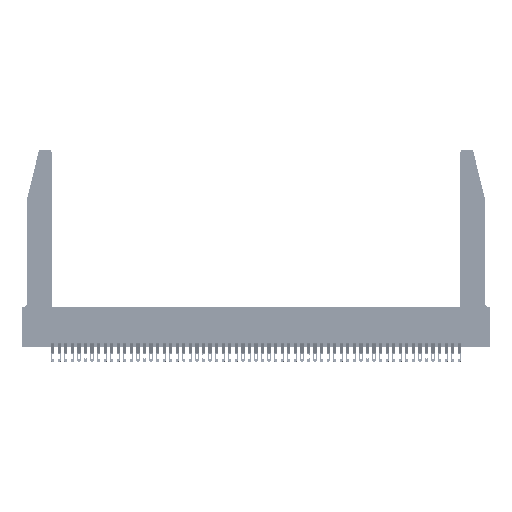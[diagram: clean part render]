
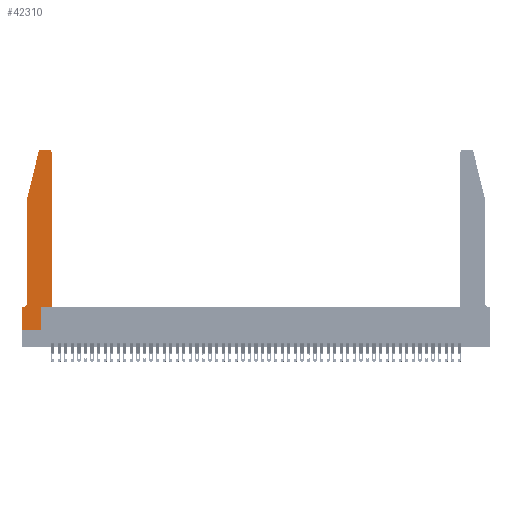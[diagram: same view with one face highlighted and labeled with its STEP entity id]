
A CAD part, top view. The second image highlights one B-rep face of the part: STEP entity #42310.
In plain terms, the highlighted planar face has unit normal (0, 0, 1).
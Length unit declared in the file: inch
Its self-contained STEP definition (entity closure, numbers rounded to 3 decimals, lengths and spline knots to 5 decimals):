
#867 = DIRECTION ( 'NONE',  ( 1., 0., 0. ) ) ;
#1269 = CARTESIAN_POINT ( 'NONE',  ( 0.2865, 0.35, 0.37 ) ) ;
#1908 = DIRECTION ( 'NONE',  ( 0., -1., 0. ) ) ;
#2122 = CARTESIAN_POINT ( 'NONE',  ( 0.4505, 0.35, 0.37 ) ) ;
#2352 = DIRECTION ( 'NONE',  ( 0., -1., 0. ) ) ;
#2736 = CARTESIAN_POINT ( 'NONE',  ( 0.25487, 2.72718, 0.37 ) ) ;
#3497 = LINE ( 'NONE', #2122, #44669 ) ;
#4112 = VERTEX_POINT ( 'NONE', #28513 ) ;
#4357 = ORIENTED_EDGE ( 'NONE', *, *, #37253, .T. ) ;
#4813 = VERTEX_POINT ( 'NONE', #48667 ) ;
#5307 = CARTESIAN_POINT ( 'NONE',  ( 0.0755, 2., 0.37 ) ) ;
#5984 = CARTESIAN_POINT ( 'NONE',  ( 0., 0., 0.37 ) ) ;
#6738 = LINE ( 'NONE', #43482, #14955 ) ;
#6802 = LINE ( 'NONE', #37856, #26875 ) ;
#6972 = ORIENTED_EDGE ( 'NONE', *, *, #40173, .T. ) ;
#7762 = CARTESIAN_POINT ( 'NONE',  ( 0.0755, 0.35, 0.37 ) ) ;
#7816 = CIRCLE ( 'NONE', #23829, 0.03 ) ;
#8411 = VERTEX_POINT ( 'NONE', #13852 ) ;
#10167 = DIRECTION ( 'NONE',  ( 0., 0., -1. ) ) ;
#10282 = DIRECTION ( 'NONE',  ( 0., 1., 0. ) ) ;
#10288 = VERTEX_POINT ( 'NONE', #39460 ) ;
#10704 = ORIENTED_EDGE ( 'NONE', *, *, #34813, .T. ) ;
#11115 = CARTESIAN_POINT ( 'NONE',  ( 0., 0., 0.37 ) ) ;
#11195 = FACE_OUTER_BOUND ( 'NONE', #33058, .T. ) ;
#12301 = VECTOR ( 'NONE', #1908, 39.37008 ) ;
#13852 = CARTESIAN_POINT ( 'NONE',  ( 0.0755, 2., 0.37 ) ) ;
#14378 = CARTESIAN_POINT ( 'NONE',  ( 0.0755, 2., 0.37 ) ) ;
#14923 = VERTEX_POINT ( 'NONE', #2736 ) ;
#14955 = VECTOR ( 'NONE', #31728, 39.37008 ) ;
#15758 = AXIS2_PLACEMENT_3D ( 'NONE', #34066, #10167, #38037 ) ;
#15860 = ORIENTED_EDGE ( 'NONE', *, *, #44384, .T. ) ;
#16117 = EDGE_CURVE ( 'NONE', #25022, #34538, #7816, .T. ) ;
#16894 = ORIENTED_EDGE ( 'NONE', *, *, #41453, .T. ) ;
#17972 = LINE ( 'NONE', #14378, #27314 ) ;
#18364 = ORIENTED_EDGE ( 'NONE', *, *, #20169, .T. ) ;
#18954 = CARTESIAN_POINT ( 'NONE',  ( 0.4205, 2.75, 0.37 ) ) ;
#19041 = VECTOR ( 'NONE', #42944, 39.37008 ) ;
#19798 = AXIS2_PLACEMENT_3D ( 'NONE', #45934, #22219, #49895 ) ;
#19972 = DIRECTION ( 'NONE',  ( 0., 0., 1. ) ) ;
#20169 = EDGE_CURVE ( 'NONE', #47061, #44026, #6802, .T. ) ;
#20447 = VERTEX_POINT ( 'NONE', #47319 ) ;
#20468 = LINE ( 'NONE', #5984, #12301 ) ;
#21901 = DIRECTION ( 'NONE',  ( 1., 0., 0. ) ) ;
#21960 = ORIENTED_EDGE ( 'NONE', *, *, #29262, .T. ) ;
#22219 = DIRECTION ( 'NONE',  ( 0., 0., 1. ) ) ;
#22492 = VERTEX_POINT ( 'NONE', #43712 ) ;
#23829 = AXIS2_PLACEMENT_3D ( 'NONE', #43728, #19972, #47692 ) ;
#24662 = ORIENTED_EDGE ( 'NONE', *, *, #49777, .T. ) ;
#24997 = DIRECTION ( 'NONE',  ( 0., 0., 1. ) ) ;
#25022 = VERTEX_POINT ( 'NONE', #33557 ) ;
#25210 = VECTOR ( 'NONE', #33303, 39.37008 ) ;
#26032 = PLANE ( 'NONE',  #19798 ) ;
#26875 = VECTOR ( 'NONE', #21901, 39.37008 ) ;
#27314 = VECTOR ( 'NONE', #2352, 39.37008 ) ;
#28513 = CARTESIAN_POINT ( 'NONE',  ( 0.2865, 0., 0.37 ) ) ;
#29262 = EDGE_CURVE ( 'NONE', #38775, #10288, #47943, .T. ) ;
#29663 = ORIENTED_EDGE ( 'NONE', *, *, #30209, .T. ) ;
#30209 = EDGE_CURVE ( 'NONE', #34538, #22492, #6738, .T. ) ;
#30842 = EDGE_CURVE ( 'NONE', #44026, #25022, #3497, .T. ) ;
#31062 = CARTESIAN_POINT ( 'NONE',  ( 0.0755, 0.42, 0.37 ) ) ;
#31728 = DIRECTION ( 'NONE',  ( -1., 0., 0. ) ) ;
#33058 = EDGE_LOOP ( 'NONE', ( #29663, #10704, #6972, #15860, #21960, #34479, #4357, #24662, #16894, #18364, #36320, #40377 ) ) ;
#33303 = DIRECTION ( 'NONE',  ( -0.239, -0.971, 0. ) ) ;
#33557 = CARTESIAN_POINT ( 'NONE',  ( 0.4505, 2.72, 0.37 ) ) ;
#34006 = EDGE_CURVE ( 'NONE', #10288, #20447, #40718, .T. ) ;
#34066 = CARTESIAN_POINT ( 'NONE',  ( 0.0055, 0.42, 0.37 ) ) ;
#34479 = ORIENTED_EDGE ( 'NONE', *, *, #34006, .T. ) ;
#34538 = VERTEX_POINT ( 'NONE', #18954 ) ;
#34559 = LINE ( 'NONE', #5307, #25210 ) ;
#34813 = EDGE_CURVE ( 'NONE', #22492, #14923, #35078, .T. ) ;
#35078 = CIRCLE ( 'NONE', #41530, 0.03 ) ;
#36320 = ORIENTED_EDGE ( 'NONE', *, *, #30842, .T. ) ;
#36413 = LINE ( 'NONE', #11115, #19041 ) ;
#37253 = EDGE_CURVE ( 'NONE', #20447, #4813, #20468, .T. ) ;
#37856 = CARTESIAN_POINT ( 'NONE',  ( 0.4505, 0.35, 0.37 ) ) ;
#38037 = DIRECTION ( 'NONE',  ( -1., 0., 0. ) ) ;
#38775 = VERTEX_POINT ( 'NONE', #31062 ) ;
#39460 = CARTESIAN_POINT ( 'NONE',  ( 0.0055, 0.35, 0.37 ) ) ;
#39508 = DIRECTION ( 'NONE',  ( -1., 0., 0. ) ) ;
#40173 = EDGE_CURVE ( 'NONE', #14923, #8411, #34559, .T. ) ;
#40294 = CARTESIAN_POINT ( 'NONE',  ( 0.4505, 0.35, 0.37 ) ) ;
#40377 = ORIENTED_EDGE ( 'NONE', *, *, #16117, .T. ) ;
#40556 = VECTOR ( 'NONE', #49101, 39.37008 ) ;
#40718 = LINE ( 'NONE', #7762, #49990 ) ;
#41453 = EDGE_CURVE ( 'NONE', #4112, #47061, #49830, .T. ) ;
#41530 = AXIS2_PLACEMENT_3D ( 'NONE', #48717, #24997, #867 ) ;
#42310 = ADVANCED_FACE ( 'NONE', ( #11195 ), #26032, .T. ) ;
#42944 = DIRECTION ( 'NONE',  ( 1., 0., 0. ) ) ;
#43482 = CARTESIAN_POINT ( 'NONE',  ( 0.2605, 2.75, 0.37 ) ) ;
#43712 = CARTESIAN_POINT ( 'NONE',  ( 0.284, 2.75, 0.37 ) ) ;
#43728 = CARTESIAN_POINT ( 'NONE',  ( 0.4205, 2.72, 0.37 ) ) ;
#44026 = VERTEX_POINT ( 'NONE', #40294 ) ;
#44384 = EDGE_CURVE ( 'NONE', #8411, #38775, #17972, .T. ) ;
#44669 = VECTOR ( 'NONE', #10282, 39.37008 ) ;
#45131 = CARTESIAN_POINT ( 'NONE',  ( 0.2865, 0.35, 0.37 ) ) ;
#45934 = CARTESIAN_POINT ( 'NONE',  ( 0., 0.35, 0.37 ) ) ;
#47061 = VERTEX_POINT ( 'NONE', #1269 ) ;
#47319 = CARTESIAN_POINT ( 'NONE',  ( 0., 0.35, 0.37 ) ) ;
#47692 = DIRECTION ( 'NONE',  ( 1., 0., 0. ) ) ;
#47943 = CIRCLE ( 'NONE', #15758, 0.07 ) ;
#48667 = CARTESIAN_POINT ( 'NONE',  ( 0., 0., 0.37 ) ) ;
#48717 = CARTESIAN_POINT ( 'NONE',  ( 0.284, 2.72, 0.37 ) ) ;
#49101 = DIRECTION ( 'NONE',  ( 0., 1., 0. ) ) ;
#49777 = EDGE_CURVE ( 'NONE', #4813, #4112, #36413, .T. ) ;
#49830 = LINE ( 'NONE', #45131, #40556 ) ;
#49895 = DIRECTION ( 'NONE',  ( 1., 0., 0. ) ) ;
#49990 = VECTOR ( 'NONE', #39508, 39.37008 ) ;
